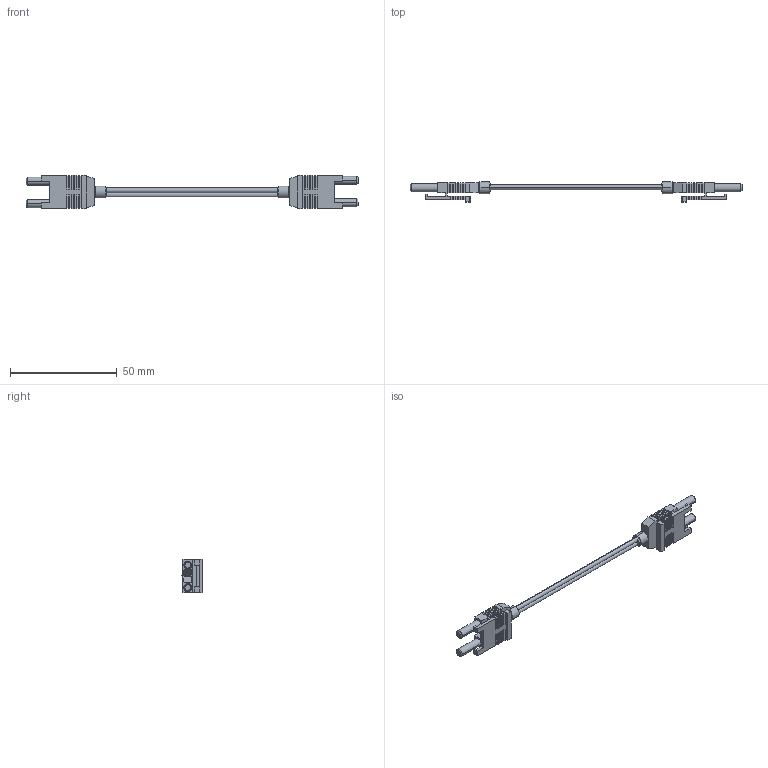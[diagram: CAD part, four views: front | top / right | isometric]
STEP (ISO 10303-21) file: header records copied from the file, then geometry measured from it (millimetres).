
FILE_DESCRIPTION (( 'STEP AP203' ), '1' );
FILE_NAME ('FODU-HFBRL.STEP', '2010-09-07T13:43:37', ( 'x' ), ( 'Microsoft' ), 'SwSTEP 2.0', 'SolidWorks 2010', '' );
FILE_SCHEMA (( 'CONFIG_CONTROL_DESIGN' ));
Length unit declared in the file: inch
Products named in the file (3): 1AF07-008; 1AL06-208_FODSCMIL-01; FODU-HFBRL
Assembly tree (3 placements, depth 2):
  FODU-HFBRL
    1AF07-008  x2
    1AL06-208_FODSCMIL-01
Bounding box: 155.45 x 9.4 x 15.49 mm (x, y, z)
Volume: 4696.6 mm3; surface area: 6010.4 mm2
Topology: 5 solids, 5 shells, 453 faces, 1291 edges, 858 vertices
Faces by surface type: plane 410, cylinder 35, cone 8
Entity records: 7659 total; most frequent: CARTESIAN_POINT 1317, ORIENTED_EDGE 1300, DIRECTION 1162, EDGE_CURVE 650, VECTOR 608, LINE 608, VERTEX_POINT 432, AXIS2_PLACEMENT_3D 277
